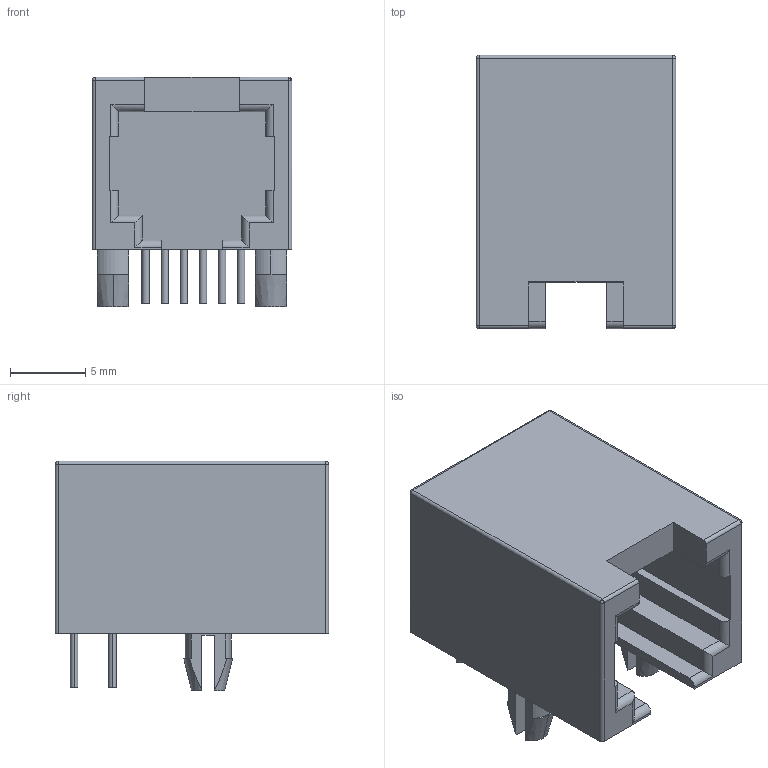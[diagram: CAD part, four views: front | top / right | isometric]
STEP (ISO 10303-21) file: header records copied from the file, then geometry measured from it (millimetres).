
FILE_DESCRIPTION (( 'STEP AP214' ), '1' );
FILE_NAME ('User Library-XA53A-66-100111.STEP', '2015-11-17T07:51:00', ( 'Windows User' ), ( '' ), 'SwSTEP 2.0', 'SolidWorks 2016', '' );
FILE_SCHEMA (( 'AUTOMOTIVE_DESIGN' ));
Length unit declared in the file: millimetre
Products named in the file (4): User Library-XA53A-66-100111_MechPin; User Library-XA53A-66-100111_Pin; User Library-XA53A-66-100111_Base; User Library-XA53A-66-100111
Assembly tree (9 placements, depth 2):
  User Library-XA53A-66-100111
    User Library-XA53A-66-100111_Base
    User Library-XA53A-66-100111_Pin  x6
    User Library-XA53A-66-100111_MechPin  x2
Bounding box: 13.3 x 18.2 x 15.3 mm (x, y, z)
Volume: 1907.4 mm3; surface area: 1635.3 mm2
Topology: 9 solids, 9 shells, 113 faces, 269 edges, 171 vertices
Faces by surface type: plane 62, cylinder 39, bspline 6, cone 6
Entity records: 3424 total; most frequent: CARTESIAN_POINT 560, DIRECTION 393, ORIENTED_EDGE 388, EDGE_CURVE 194, AXIS2_PLACEMENT_3D 132, VECTOR 129, LINE 129, VERTEX_POINT 123
